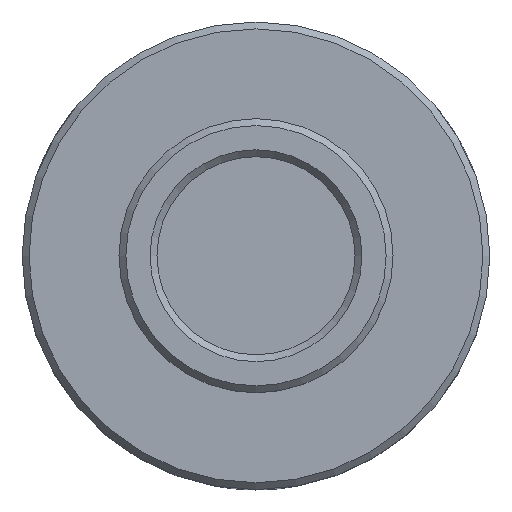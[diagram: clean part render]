
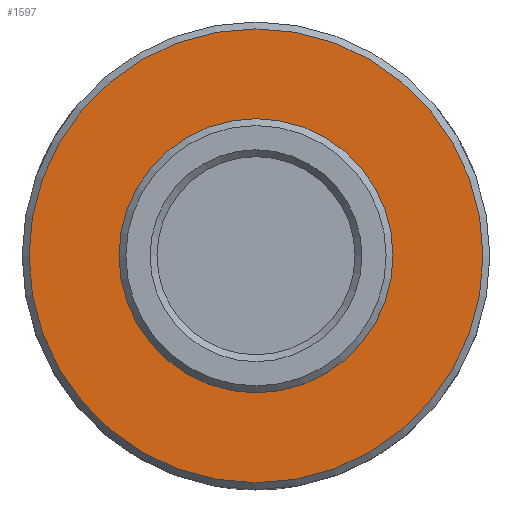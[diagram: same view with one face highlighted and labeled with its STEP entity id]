
A CAD part, top view. The second image highlights one B-rep face of the part: STEP entity #1597.
In plain terms, the highlighted planar face has unit normal (0, 0, 1).
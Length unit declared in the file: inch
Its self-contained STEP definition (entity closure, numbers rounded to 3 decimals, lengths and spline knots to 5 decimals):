
#1563=CARTESIAN_POINT('',(0.825,0.0,0.937));
#1564=VERTEX_POINT('',#1563);
#1565=CARTESIAN_POINT('',(0.0,0.0,0.937));
#1566=DIRECTION('',(0.0,0.0,-1.0));
#1567=DIRECTION('',(-1.0,0.0,0.0));
#1568=AXIS2_PLACEMENT_3D('',#1565,#1566,#1567);
#1569=CIRCLE('',#1568,0.825);
#1570=EDGE_CURVE('',#1564,#1564,#1569,.T.);
#1578=CARTESIAN_POINT('',(0.85,0.0,0.937));
#1579=DIRECTION('',(0.0,0.0,1.0));
#1580=DIRECTION('',(1.0,0.0,0.0));
#1581=AXIS2_PLACEMENT_3D('',#1578,#1579,#1580);
#1582=PLANE('',#1581);
#1583=ORIENTED_EDGE('',*,*,#1570,.F.);
#1584=EDGE_LOOP('',(#1583));
#1585=FACE_OUTER_BOUND('',#1584,.T.);
#1586=CARTESIAN_POINT('',(0.0,-0.475,0.937));
#1587=VERTEX_POINT('',#1586);
#1588=CARTESIAN_POINT('',(0.0,0.0,0.937));
#1589=DIRECTION('',(0.0,0.0,-1.0));
#1590=DIRECTION('',(0.0,-1.0,0.0));
#1591=AXIS2_PLACEMENT_3D('',#1588,#1589,#1590);
#1592=CIRCLE('',#1591,0.475);
#1593=EDGE_CURVE('',#1587,#1587,#1592,.T.);
#1594=ORIENTED_EDGE('',*,*,#1593,.T.);
#1595=EDGE_LOOP('',(#1594));
#1596=FACE_BOUND('',#1595,.T.);
#1597=ADVANCED_FACE('',(#1585,#1596),#1582,.T.);
